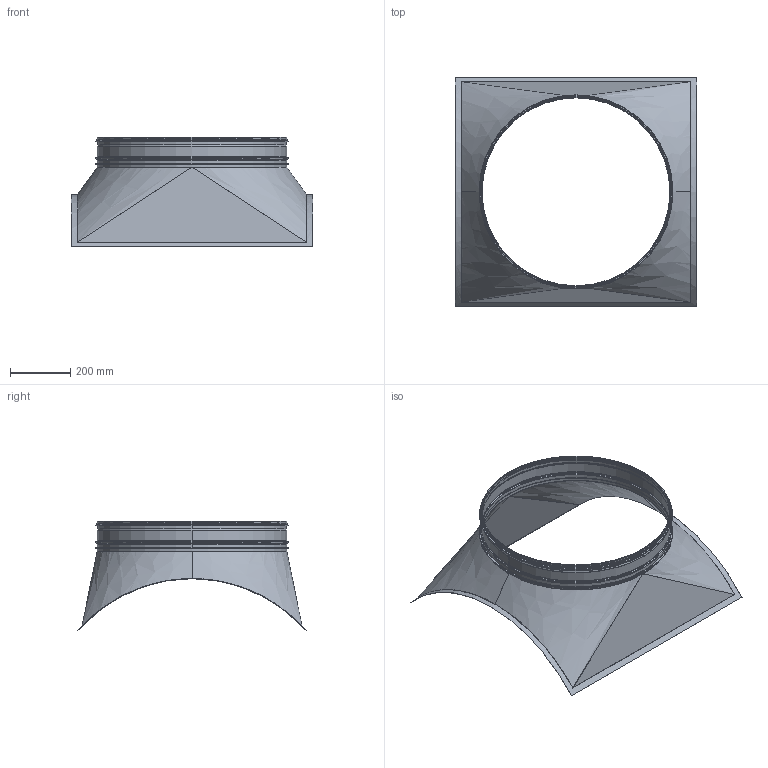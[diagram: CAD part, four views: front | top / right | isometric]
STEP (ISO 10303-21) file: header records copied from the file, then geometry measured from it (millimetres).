
FILE_DESCRIPTION((''),'2;1');
FILE_NAME('HPSR_1000-630.stp','2014-02-24T12:45:41',(''),(''),'Autodesk Inventor 2013','Autodesk Inventor 2013','');
FILE_SCHEMA(('AUTOMOTIVE_DESIGN { 1 2 10303 214 0 1 1 1 }'));
Length unit declared in the file: millimetre
Products named in the file (5): HPSR_1000-630; HPSRRörämne_1000-630; HSGMedFals-630; HSGMedFalsRörämne-630; 999011
Assembly tree (4 placements, depth 3):
  HPSR_1000-630
    HPSRRörämne_1000-630
    HSGMedFals-630
      HSGMedFalsRörämne-630
      999011
Bounding box: 800 x 756.74 x 363.77 mm (x, y, z)
Volume: 499025 mm3; surface area: 1827726.8 mm2
Topology: 3 solids, 3 shells, 129 faces, 268 edges, 149 vertices
Faces by surface type: plane 63, torus 24, cylinder 20, bspline 12, cone 10
Full cylindrical faces by diameter (mm): 622.9 x1, 623.9 x1, 625.1 x1, 626.75 x1, 627.7 x6, 627.75 x1, 628.7 x3, 631.7 x1, 634.1 x1, 639.1 x1, 639.7 x1
Entity records: 4114 total; most frequent: CARTESIAN_POINT 1164, DIRECTION 598, ORIENTED_EDGE 502, EDGE_CURVE 251, AXIS2_PLACEMENT_3D 243, EDGE_LOOP 158, VERTEX_POINT 149, STYLED_ITEM 132
